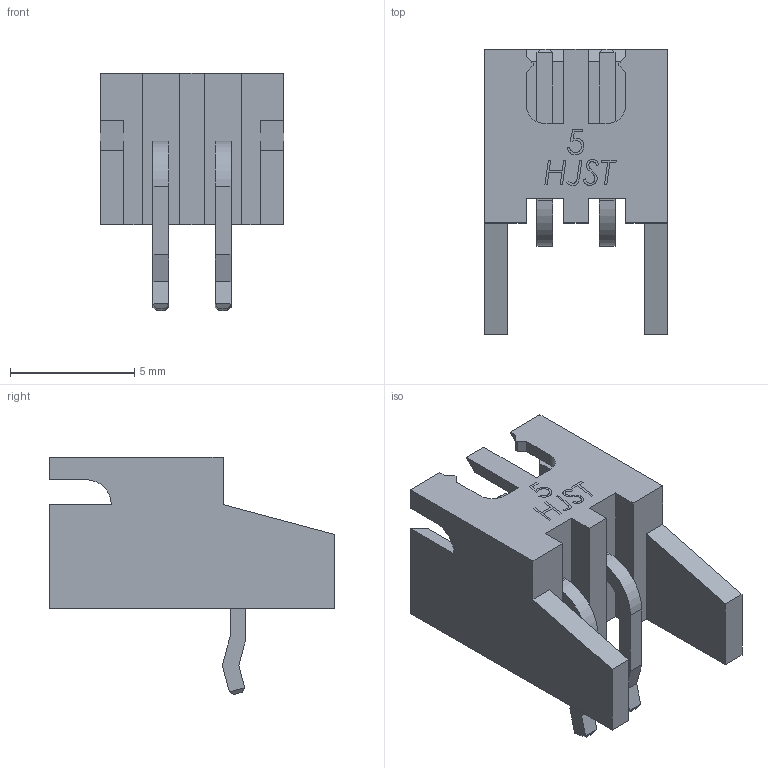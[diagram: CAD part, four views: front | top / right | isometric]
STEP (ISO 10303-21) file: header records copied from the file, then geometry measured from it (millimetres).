
FILE_DESCRIPTION (( 'STEP AP214' ), '1' );
FILE_NAME ('S2B-XH-A-1.STEP', '2022-03-18T10:04:25', ( '' ), ( '' ), 'SwSTEP 2.0', 'SolidWorks 2018', '' );
FILE_SCHEMA (( 'AUTOMOTIVE_DESIGN' ));
Length unit declared in the file: millimetre
Products named in the file (1): S2B-XH-A-1
Bounding box: 7.4 x 11.5 x 9.54 mm (x, y, z)
Volume: 166.4 mm3; surface area: 533.8 mm2
Topology: 1 solids, 1 shells, 111 faces, 335 edges, 235 vertices
Faces by surface type: plane 103, cylinder 8
Entity records: 4671 total; most frequent: CARTESIAN_POINT 1056, ORIENTED_EDGE 670, DIRECTION 548, EDGE_CURVE 335, LINE 292, VECTOR 292, VERTEX_POINT 235, AXIS2_PLACEMENT_3D 128
